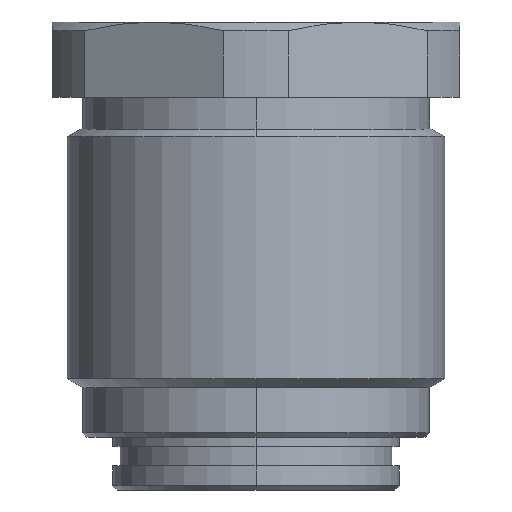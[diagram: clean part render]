
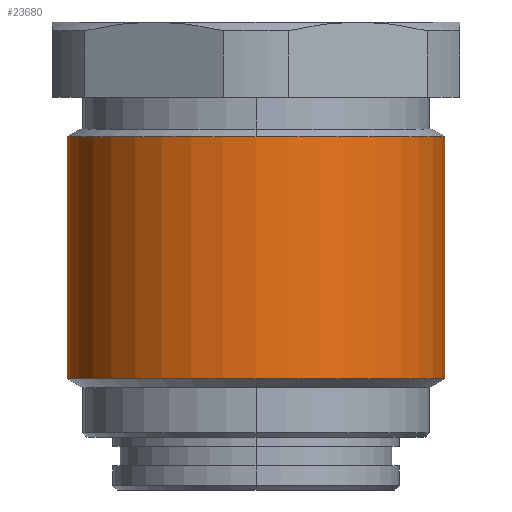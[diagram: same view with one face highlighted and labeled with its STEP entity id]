
A CAD part, left-side view. The second image highlights one B-rep face of the part: STEP entity #23680.
In plain terms, the highlighted cylindrical face has radius 12.5 mm (diameter 25 mm), a partial arc.
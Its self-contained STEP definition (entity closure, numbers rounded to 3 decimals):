
#840=CARTESIAN_POINT('',(52.,60.5,19.75));
#850=DIRECTION('',(0.,0.,1.));
#860=VECTOR('',#850,1.);
#870=LINE('',#840,#860);
#880=CARTESIAN_POINT('',(52.,60.5,2.366));
#890=VERTEX_POINT('',#880);
#900=CARTESIAN_POINT('',(52.,60.5,18.4));
#910=VERTEX_POINT('483018-1193038522-15c55b27c6-0 1208912',#900);
#920=EDGE_CURVE('',#890,#910,#870,.T.);
#940=CARTESIAN_POINT('',(52.,48.,2.366));
#950=DIRECTION('',(0.,0.,1.));
#960=DIRECTION('',(1.,0.,0.));
#970=AXIS2_PLACEMENT_3D('',#940,#950,#960);
#980=CIRCLE('',#970,12.5);
#1030=CARTESIAN_POINT('',(52.,35.5,2.366));
#1040=VERTEX_POINT('',#1030);
#1070=CARTESIAN_POINT('',(52.,35.5,19.75));
#1080=DIRECTION('',(0.,0.,1.));
#1090=VECTOR('',#1080,1.);
#1100=LINE('',#1070,#1090);
#1110=CARTESIAN_POINT('',(52.,35.5,18.4));
#1120=VERTEX_POINT('',#1110);
#1130=EDGE_CURVE('',#1040,#1120,#1100,.T.);
#1150=CARTESIAN_POINT('',(52.,48.,18.4));
#1160=DIRECTION('',(0.,0.,1.));
#1170=DIRECTION('',(1.,0.,0.));
#1180=AXIS2_PLACEMENT_3D('',#1150,#1160,#1170);
#1190=CIRCLE('',#1180,12.5);
#1980=CARTESIAN_POINT('',(39.5,48.,18.4));
#1990=VERTEX_POINT('',#1980);
#2020=EDGE_CURVE('625542-1295253359-15c55b27c6-0 241706',#910,#1990,
#1190,.T.);
#2590=CARTESIAN_POINT('',(39.5,48.,2.366));
#2600=VERTEX_POINT('',#2590);
#2630=EDGE_CURVE('012643-1178198262-15c55b27c6-0 109205',#2600,#1040,
#980,.T.);
#22770=EDGE_CURVE('625542-1295253359-15c55b27c6-0 241706',#1990,#1120,
#1190,.T.);
#22940=EDGE_CURVE('012643-1178198262-15c55b27c6-0 109205',#890,#2600,
#980,.T.);
#23550=CARTESIAN_POINT('',(52.,48.,19.75));
#23560=DIRECTION('',(0.,0.,1.));
#23570=DIRECTION('',(0.,1.,0.));
#23580=AXIS2_PLACEMENT_3D('',#23550,#23560,#23570);
#23590=CYLINDRICAL_SURFACE('',#23580,12.5);
#23600=ORIENTED_EDGE('',*,*,#2020,.F.);
#23610=ORIENTED_EDGE('',*,*,#22770,.F.);
#23620=ORIENTED_EDGE('',*,*,#1130,.T.);
#23630=ORIENTED_EDGE('',*,*,#2630,.T.);
#23640=ORIENTED_EDGE('',*,*,#22940,.T.);
#23650=ORIENTED_EDGE('',*,*,#920,.F.);
#23660=EDGE_LOOP('',(#23650,#23640,#23630,#23620,#23610,#23600));
#23670=FACE_OUTER_BOUND('',#23660,.T.);
#23680=ADVANCED_FACE('012643-1178198262-15c55b27c6-0 1386629',(#23670),
#23590,.T.);
